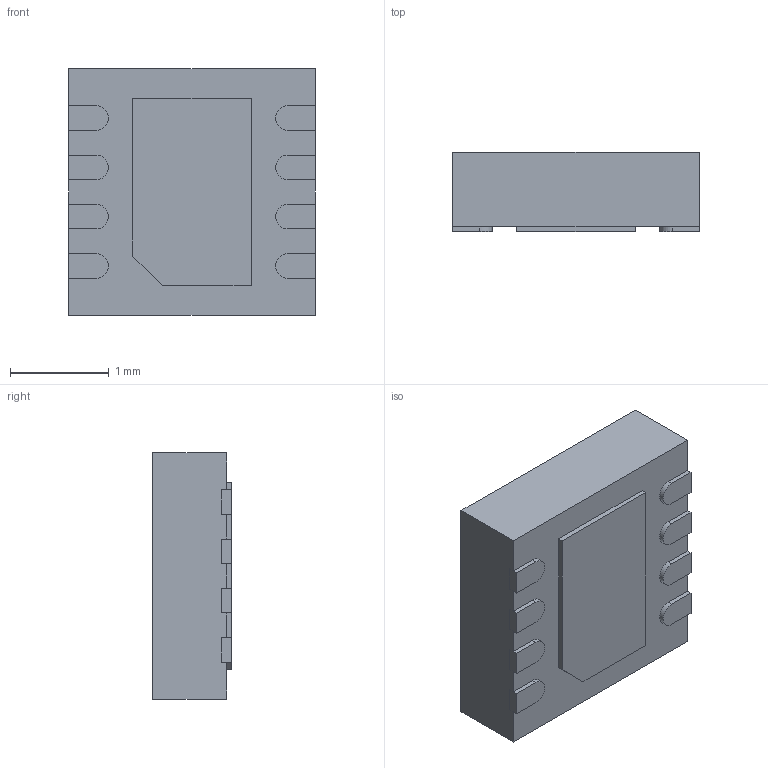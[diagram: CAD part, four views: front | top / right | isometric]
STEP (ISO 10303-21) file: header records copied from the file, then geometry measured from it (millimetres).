
FILE_DESCRIPTION (( 'STEP AP214' ), '1' );
FILE_NAME ('DEF8.STEP', '2024-05-22T14:27:20', ( '' ), ( '' ), 'SwSTEP 2.0', 'SolidWorks 2021', '' );
FILE_SCHEMA (( 'AUTOMOTIVE_DESIGN' ));
Length unit declared in the file: millimetre
Products named in the file (1): DEF8
Bounding box: 2.5 x 0.8 x 2.5 mm (x, y, z)
Volume: 4.7 mm3; surface area: 28.8 mm2
Topology: 11 solids, 11 shells, 109 faces, 252 edges, 168 vertices
Faces by surface type: plane 87, cylinder 20, cone 2
Entity records: 3194 total; most frequent: CARTESIAN_POINT 530, DIRECTION 516, ORIENTED_EDGE 504, EDGE_CURVE 252, LINE 208, VECTOR 208, VERTEX_POINT 168, AXIS2_PLACEMENT_3D 154
